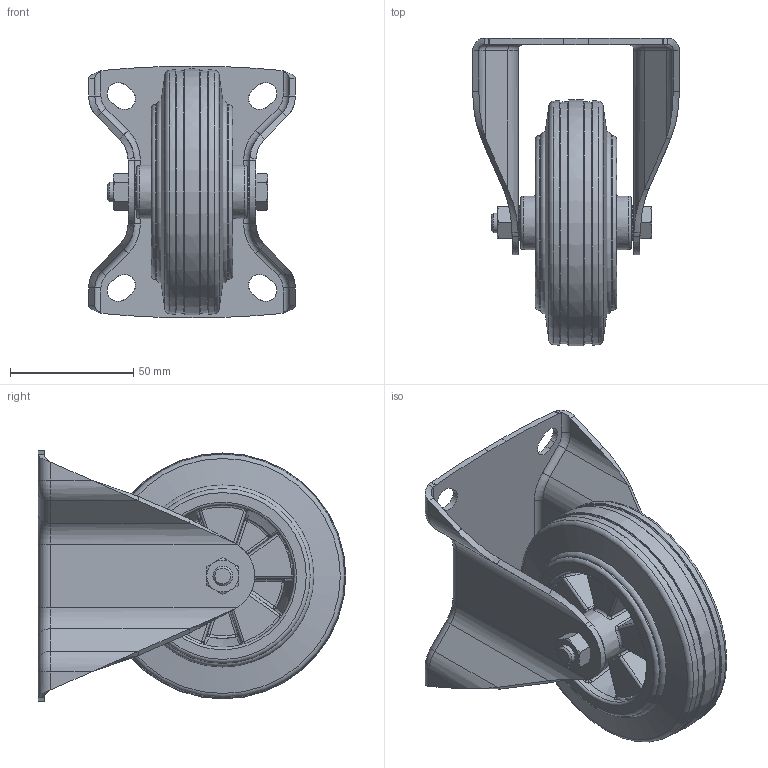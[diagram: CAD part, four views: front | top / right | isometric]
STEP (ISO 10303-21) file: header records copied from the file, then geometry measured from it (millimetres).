
FILE_DESCRIPTION(/* description */ (''),/* implementation_level */ '2;1');
FILE_NAME(/* name */ 'Syskomp 412259792 Bockrolle mit Anbauflansch D100.stp',/* time_stamp */ '2014-10-06T10:23:48+02:00',/* author */ ('mstrom'),/* organization */ (''),/* preprocessor_version */ 'ST-DEVELOPER v15.2',/* originating_system */ 'Autodesk Inventor 2014',/* authorisation */ '0 mm^3');
FILE_SCHEMA (('AUTOMOTIVE_DESIGN { 1 0 10303 214 3 1 1 }'));
Length unit declared in the file: millimetre
Products named in the file (5): GH-B_100_G15; AM_L_8x51x2,5_R; VPP_100_12G_G15; VPP_G15_VPP_100_12G_323592; B-VPP_100G_286310-203
Bounding box: 84 x 125 x 102 mm (x, y, z)
Volume: 219432.7 mm3; surface area: 77363 mm2
Topology: 3 solids, 3 shells, 523 faces, 1267 edges, 723 vertices
Faces by surface type: bspline 163, plane 119, cylinder 94, torus 70, sphere 40, cone 37
Full cylindrical faces by diameter (mm): 8 x3, 12.1 x1, 13 x1, 15 x1, 58 x2, 71 x2
Entity records: 28180 total; most frequent: CARTESIAN_POINT 17842, ORIENTED_EDGE 2352, DIRECTION 1776, EDGE_CURVE 1176, AXIS2_PLACEMENT_3D 746, VERTEX_POINT 705, EDGE_LOOP 579, FACE_OUTER_BOUND 523
